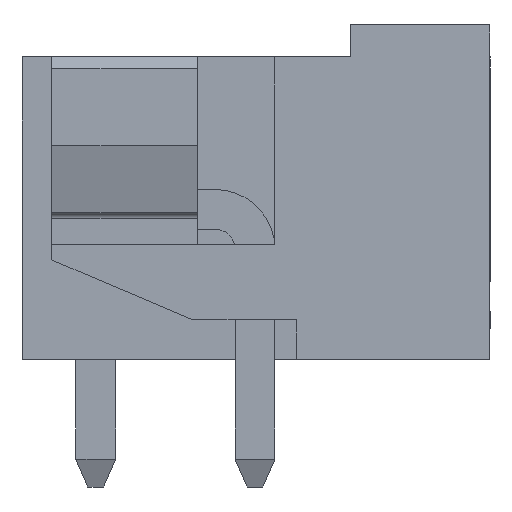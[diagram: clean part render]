
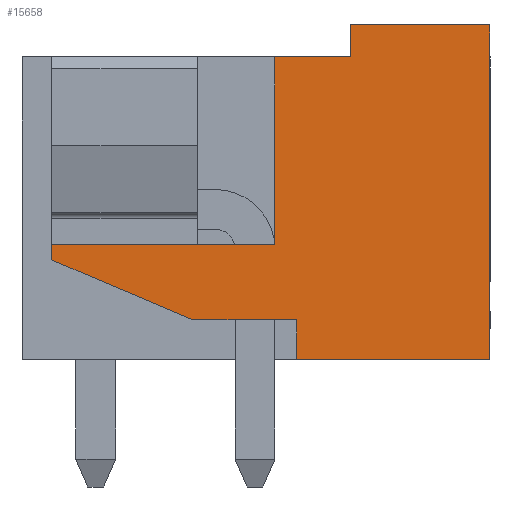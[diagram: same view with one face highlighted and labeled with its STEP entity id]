
A CAD part, left-side view. The second image highlights one B-rep face of the part: STEP entity #15658.
In plain terms, the highlighted planar face has unit normal (-1, 0, 0).
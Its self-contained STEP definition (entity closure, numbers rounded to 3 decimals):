
#15631=AXIS2_PLACEMENT_3D('Plane Axis2P3D',#15628,#15629,#15630) ;
#427=CARTESIAN_POINT('Vertex',(0.,0.,11.6)) ;
#430=CARTESIAN_POINT('Line Origine',(0.,0.,7.4)) ;
#434=CARTESIAN_POINT('Vertex',(0.,0.,3.2)) ;
#2073=CARTESIAN_POINT('Vertex',(0.,3.5,11.6)) ;
#2076=CARTESIAN_POINT('Line Origine',(0.,1.75,11.6)) ;
#2673=CARTESIAN_POINT('Vertex',(0.,5.4,10.8)) ;
#2676=CARTESIAN_POINT('Line Origine',(0.,4.45,10.8)) ;
#2680=CARTESIAN_POINT('Vertex',(0.,3.5,10.8)) ;
#4278=CARTESIAN_POINT('Line Origine',(0.,2.427,3.2)) ;
#4282=CARTESIAN_POINT('Vertex',(0.,4.854,3.2)) ;
#15102=CARTESIAN_POINT('Vertex',(0.,11.,5.7)) ;
#15116=CARTESIAN_POINT('Vertex',(0.,7.465,4.2)) ;
#15119=CARTESIAN_POINT('Line Origine',(0.,9.233,4.95)) ;
#15147=CARTESIAN_POINT('Vertex',(0.,4.854,4.2)) ;
#15150=CARTESIAN_POINT('Line Origine',(0.,6.16,4.2)) ;
#15401=CARTESIAN_POINT('Line Origine',(0.,4.854,3.7)) ;
#15418=CARTESIAN_POINT('Line Origine',(0.,3.5,11.2)) ;
#15480=CARTESIAN_POINT('Line Origine',(0.,11.,5.89)) ;
#15484=CARTESIAN_POINT('Vertex',(0.,11.,6.08)) ;
#15628=CARTESIAN_POINT('Axis2P3D Location',(0.,0.,0.)) ;
#15633=CARTESIAN_POINT('Line Origine',(0.,8.2,6.08)) ;
#15637=CARTESIAN_POINT('Vertex',(0.,5.4,6.08)) ;
#15640=CARTESIAN_POINT('Line Origine',(0.,5.4,8.44)) ;
#431=DIRECTION('Vector Direction',(0.,0.,-1.)) ;
#2077=DIRECTION('Vector Direction',(0.,-1.,0.)) ;
#2677=DIRECTION('Vector Direction',(0.,-1.,0.)) ;
#4279=DIRECTION('Vector Direction',(0.,1.,0.)) ;
#15120=DIRECTION('Vector Direction',(0.,-0.921,-0.391)) ;
#15151=DIRECTION('Vector Direction',(0.,-1.,0.)) ;
#15402=DIRECTION('Vector Direction',(0.,0.,1.)) ;
#15419=DIRECTION('Vector Direction',(0.,0.,1.)) ;
#15481=DIRECTION('Vector Direction',(0.,0.,-1.)) ;
#15629=DIRECTION('Axis2P3D Direction',(-1.,0.,0.)) ;
#15630=DIRECTION('Axis2P3D XDirection',(0.,-1.,0.)) ;
#15634=DIRECTION('Vector Direction',(0.,1.,0.)) ;
#15641=DIRECTION('Vector Direction',(0.,0.,1.)) ;
#432=VECTOR('Line Direction',#431,1.) ;
#2078=VECTOR('Line Direction',#2077,1.) ;
#2678=VECTOR('Line Direction',#2677,1.) ;
#4280=VECTOR('Line Direction',#4279,1.) ;
#15121=VECTOR('Line Direction',#15120,1.) ;
#15152=VECTOR('Line Direction',#15151,1.) ;
#15403=VECTOR('Line Direction',#15402,1.) ;
#15420=VECTOR('Line Direction',#15419,1.) ;
#15482=VECTOR('Line Direction',#15481,1.) ;
#15635=VECTOR('Line Direction',#15634,1.) ;
#15642=VECTOR('Line Direction',#15641,1.) ;
#15646=ORIENTED_EDGE('',*,*,#15639,.T.) ;
#15647=ORIENTED_EDGE('',*,*,#15486,.T.) ;
#15648=ORIENTED_EDGE('',*,*,#15123,.T.) ;
#15649=ORIENTED_EDGE('',*,*,#15154,.T.) ;
#15650=ORIENTED_EDGE('',*,*,#15405,.F.) ;
#15651=ORIENTED_EDGE('',*,*,#4284,.T.) ;
#15652=ORIENTED_EDGE('',*,*,#436,.T.) ;
#15653=ORIENTED_EDGE('',*,*,#2080,.T.) ;
#15654=ORIENTED_EDGE('',*,*,#15422,.T.) ;
#15655=ORIENTED_EDGE('',*,*,#2682,.T.) ;
#15656=ORIENTED_EDGE('',*,*,#15644,.F.) ;
#15658=ADVANCED_FACE('HOUSING',(#15657),#15632,.T.) ;
#436=EDGE_CURVE('',#435,#428,#433,.F.) ;
#2080=EDGE_CURVE('',#428,#2074,#2079,.F.) ;
#2682=EDGE_CURVE('',#2681,#2674,#2679,.F.) ;
#4284=EDGE_CURVE('',#4283,#435,#4281,.F.) ;
#15123=EDGE_CURVE('',#15103,#15117,#15122,.T.) ;
#15154=EDGE_CURVE('',#15117,#15148,#15153,.T.) ;
#15405=EDGE_CURVE('',#4283,#15148,#15404,.T.) ;
#15422=EDGE_CURVE('',#2074,#2681,#15421,.F.) ;
#15486=EDGE_CURVE('',#15485,#15103,#15483,.T.) ;
#15639=EDGE_CURVE('',#15638,#15485,#15636,.T.) ;
#15644=EDGE_CURVE('',#15638,#2674,#15643,.T.) ;
#15645=EDGE_LOOP('',(#15646,#15647,#15648,#15649,#15650,#15651,#15652,#15653,#15654,#15655,#15656)) ;
#15657=FACE_OUTER_BOUND('',#15645,.T.) ;
#433=LINE('Line',#430,#432) ;
#2079=LINE('Line',#2076,#2078) ;
#2679=LINE('Line',#2676,#2678) ;
#4281=LINE('Line',#4278,#4280) ;
#15122=LINE('Line',#15119,#15121) ;
#15153=LINE('Line',#15150,#15152) ;
#15404=LINE('Line',#15401,#15403) ;
#15421=LINE('Line',#15418,#15420) ;
#15483=LINE('Line',#15480,#15482) ;
#15636=LINE('Line',#15633,#15635) ;
#15643=LINE('Line',#15640,#15642) ;
#15632=PLANE('',#15631) ;
#428=VERTEX_POINT('',#427) ;
#435=VERTEX_POINT('',#434) ;
#2074=VERTEX_POINT('',#2073) ;
#2674=VERTEX_POINT('',#2673) ;
#2681=VERTEX_POINT('',#2680) ;
#4283=VERTEX_POINT('',#4282) ;
#15103=VERTEX_POINT('',#15102) ;
#15117=VERTEX_POINT('',#15116) ;
#15148=VERTEX_POINT('',#15147) ;
#15485=VERTEX_POINT('',#15484) ;
#15638=VERTEX_POINT('',#15637) ;
